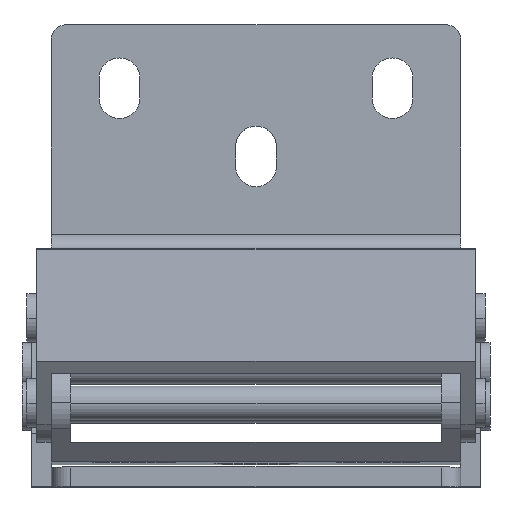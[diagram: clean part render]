
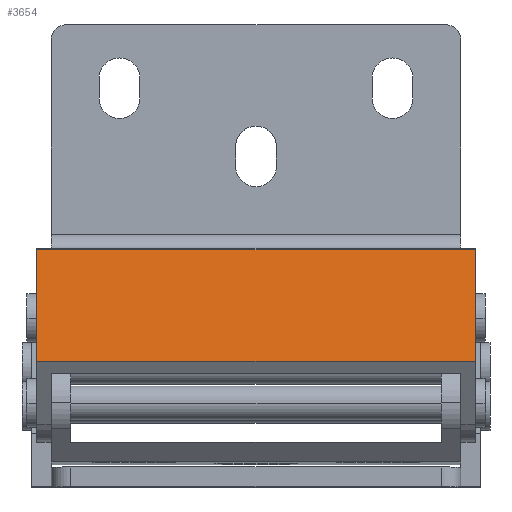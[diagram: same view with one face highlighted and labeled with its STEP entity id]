
A CAD part, top view. The second image highlights one B-rep face of the part: STEP entity #3654.
In plain terms, the highlighted face is planar.
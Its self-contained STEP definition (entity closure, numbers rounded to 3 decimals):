
#34 = CARTESIAN_POINT ( 'NONE',  ( 22.5, 6.977, -2.119 ) ) ;
#167 = VERTEX_POINT ( 'NONE', #6608 ) ;
#252 = VERTEX_POINT ( 'NONE', #5037 ) ;
#593 = DIRECTION ( 'NONE',  ( 0., -0.438, -0.899 ) ) ;
#631 = VECTOR ( 'NONE', #7005, 1000. ) ;
#1726 = DIRECTION ( 'NONE',  ( 0., 0.438, 0.899 ) ) ;
#2263 = VERTEX_POINT ( 'NONE', #6112 ) ;
#2709 = ORIENTED_EDGE ( 'NONE', *, *, #4066, .F. ) ;
#2735 = VECTOR ( 'NONE', #4081, 1000. ) ;
#3013 = ORIENTED_EDGE ( 'NONE', *, *, #3425, .T. ) ;
#3227 = ORIENTED_EDGE ( 'NONE', *, *, #3234, .T. ) ;
#3234 = EDGE_CURVE ( 'NONE', #5798, #2263, #6786, .T. ) ;
#3362 = VECTOR ( 'NONE', #6546, 1000. ) ;
#3425 = EDGE_CURVE ( 'NONE', #2263, #167, #6697, .T. ) ;
#3492 = CARTESIAN_POINT ( 'NONE',  ( 22.5, -4.488, -25.626 ) ) ;
#3611 = ORIENTED_EDGE ( 'NONE', *, *, #6471, .F. ) ;
#3654 = ADVANCED_FACE ( 'NONE', ( #6596 ), #6582, .F. ) ;
#3829 = CARTESIAN_POINT ( 'NONE',  ( 22.5, 6.977, -2.119 ) ) ;
#3890 = DIRECTION ( 'NONE',  ( 0., -0.899, 0.438 ) ) ;
#4066 = EDGE_CURVE ( 'NONE', #5798, #252, #4195, .T. ) ;
#4081 = DIRECTION ( 'NONE',  ( 0., 0.438, 0.899 ) ) ;
#4195 = LINE ( 'NONE', #6258, #2735 ) ;
#4362 = CARTESIAN_POINT ( 'NONE',  ( 22.5, -4.488, -25.626 ) ) ;
#4831 = LINE ( 'NONE', #3829, #631 ) ;
#4987 = AXIS2_PLACEMENT_3D ( 'NONE', #34, #3890, #593 ) ;
#5037 = CARTESIAN_POINT ( 'NONE',  ( 22.5, 6.977, -2.119 ) ) ;
#5249 = VECTOR ( 'NONE', #1726, 1000. ) ;
#5798 = VERTEX_POINT ( 'NONE', #3492 ) ;
#6112 = CARTESIAN_POINT ( 'NONE',  ( -22.5, -4.488, -25.626 ) ) ;
#6128 = CARTESIAN_POINT ( 'NONE',  ( -22.5, 6.977, -2.119 ) ) ;
#6258 = CARTESIAN_POINT ( 'NONE',  ( 22.5, 6.977, -2.119 ) ) ;
#6471 = EDGE_CURVE ( 'NONE', #252, #167, #4831, .T. ) ;
#6546 = DIRECTION ( 'NONE',  ( -1., 0., 0. ) ) ;
#6582 = PLANE ( 'NONE',  #4987 ) ;
#6596 = FACE_OUTER_BOUND ( 'NONE', #6720, .T. ) ;
#6608 = CARTESIAN_POINT ( 'NONE',  ( -22.5, 6.977, -2.119 ) ) ;
#6697 = LINE ( 'NONE', #6128, #5249 ) ;
#6720 = EDGE_LOOP ( 'NONE', ( #3013, #3611, #2709, #3227 ) ) ;
#6786 = LINE ( 'NONE', #4362, #3362 ) ;
#7005 = DIRECTION ( 'NONE',  ( -1., 0., 0. ) ) ;
